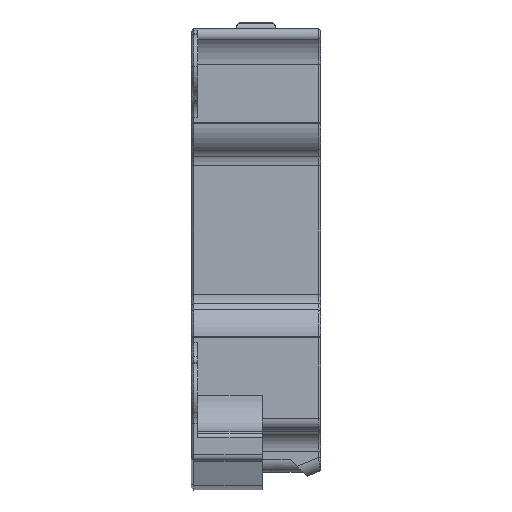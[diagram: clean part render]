
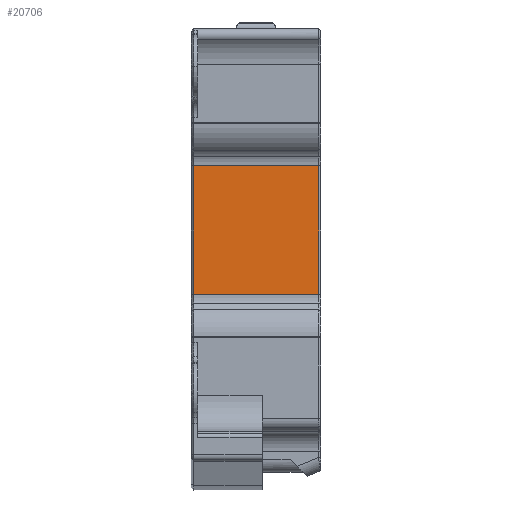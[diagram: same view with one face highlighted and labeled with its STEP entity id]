
A CAD part, front view. The second image highlights one B-rep face of the part: STEP entity #20706.
In plain terms, the highlighted planar face has unit normal (0, -1, 0).
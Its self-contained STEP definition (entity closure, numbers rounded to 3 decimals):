
#1437=VERTEX_POINT('',#28429);
#1438=VERTEX_POINT('',#28433);
#2989=VERTEX_POINT('',#35255);
#2992=VERTEX_POINT('',#35260);
#3424=VECTOR('',#22974,1.);
#5292=VECTOR('',#26039,1.);
#5499=VECTOR('',#26784,1.);
#5501=VECTOR('',#26789,1.);
#5778=LINE('',#28434,#3424);
#7645=LINE('',#35261,#5292);
#7852=LINE('',#35941,#5499);
#7854=LINE('',#35945,#5501);
#8247=EDGE_CURVE('',#1438,#1437,#5778,.T.);
#10524=EDGE_CURVE('',#2992,#2989,#7645,.T.);
#10898=EDGE_CURVE('',#1437,#2992,#7852,.T.);
#10901=EDGE_CURVE('',#2989,#1438,#7854,.T.);
#16552=ORIENTED_EDGE('',*,*,#8247,.F.);
#16553=ORIENTED_EDGE('',*,*,#10901,.F.);
#16554=ORIENTED_EDGE('',*,*,#10524,.F.);
#16555=ORIENTED_EDGE('',*,*,#10898,.F.);
#18418=EDGE_LOOP('',(#16552,#16553,#16554,#16555));
#19629=FACE_BOUND('',#18418,.T.);
#20706=ADVANCED_FACE('',(#19629),#37219,.F.);
#22198=AXIS2_PLACEMENT_3D('',#35944,#26788,$);
#22974=DIRECTION('',(0.,0.,-1.));
#26039=DIRECTION('',(0.,0.,1.));
#26784=DIRECTION('',(-1.,0.,0.));
#26788=DIRECTION('',(0.,1.,0.));
#26789=DIRECTION('',(1.,0.,0.));
#28429=CARTESIAN_POINT('',(331.45,141.1,-99.008));
#28433=CARTESIAN_POINT('',(331.45,141.1,-79.184));
#28434=CARTESIAN_POINT('',(331.45,141.1,-95.833));
#35255=CARTESIAN_POINT('',(312.2,141.1,-79.184));
#35260=CARTESIAN_POINT('',(312.2,141.1,-99.008));
#35261=CARTESIAN_POINT('',(312.2,141.1,-99.008));
#35941=CARTESIAN_POINT('',(331.8,141.1,-99.008));
#35944=CARTESIAN_POINT('',(311.8,141.1,-100.57));
#35945=CARTESIAN_POINT('',(312.2,141.1,-79.184));
#37219=PLANE('',#22198);
